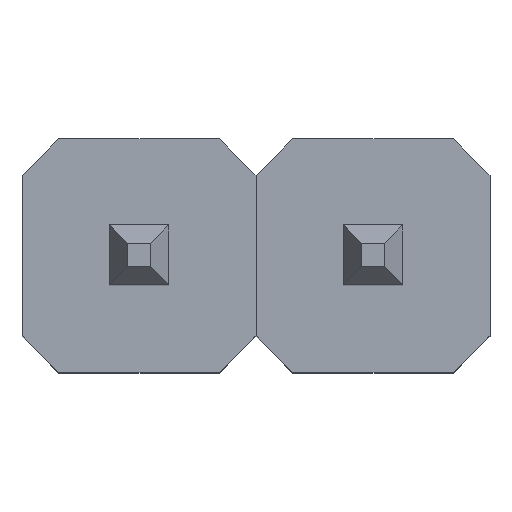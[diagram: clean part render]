
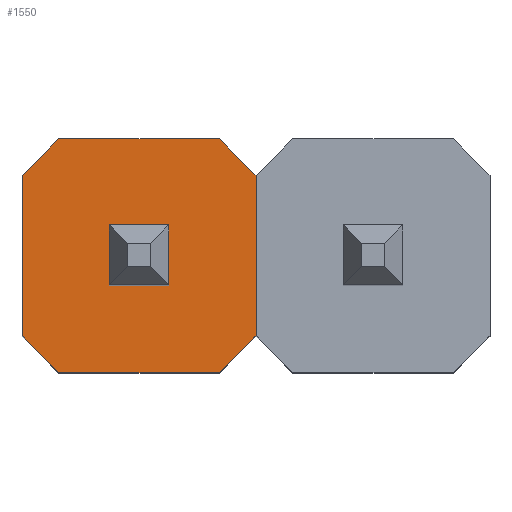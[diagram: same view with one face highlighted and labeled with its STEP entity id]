
A CAD part, top view. The second image highlights one B-rep face of the part: STEP entity #1550.
In plain terms, the highlighted planar face has unit normal (0, 0, 1).
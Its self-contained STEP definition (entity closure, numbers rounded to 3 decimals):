
#1117=DIRECTION('',(1.,0.,0.));
#1118=VECTOR('',#1117,0.65);
#1119=CARTESIAN_POINT('',(-0.325,-0.325,-0.4));
#1120=LINE('',#1119,#1118);
#1124=DIRECTION('',(0.,1.,0.));
#1125=VECTOR('',#1124,0.65);
#1126=CARTESIAN_POINT('',(0.325,-0.325,-0.4));
#1127=LINE('',#1126,#1125);
#1131=DIRECTION('',(-1.,0.,0.));
#1132=VECTOR('',#1131,0.65);
#1133=CARTESIAN_POINT('',(0.325,0.325,-0.4));
#1134=LINE('',#1133,#1132);
#1138=DIRECTION('',(0.,-1.,0.));
#1139=VECTOR('',#1138,0.65);
#1140=CARTESIAN_POINT('',(-0.325,0.325,-0.4));
#1141=LINE('',#1140,#1139);
#1145=DIRECTION('',(-0.707,0.707,0.));
#1146=VECTOR('',#1145,0.566);
#1147=CARTESIAN_POINT('',(1.27,0.87,-0.4));
#1148=LINE('',#1147,#1146);
#1152=DIRECTION('',(0.,-1.,0.));
#1153=VECTOR('',#1152,1.74);
#1154=CARTESIAN_POINT('',(1.27,0.87,-0.4));
#1155=LINE('',#1154,#1153);
#1159=DIRECTION('',(0.707,0.707,0.));
#1160=VECTOR('',#1159,0.566);
#1161=CARTESIAN_POINT('',(0.87,-1.27,-0.4));
#1162=LINE('',#1161,#1160);
#1166=DIRECTION('',(-1.,0.,0.));
#1167=VECTOR('',#1166,1.74);
#1168=CARTESIAN_POINT('',(0.87,-1.27,-0.4));
#1169=LINE('',#1168,#1167);
#1173=DIRECTION('',(0.707,-0.707,0.));
#1174=VECTOR('',#1173,0.566);
#1175=CARTESIAN_POINT('',(-1.27,-0.87,-0.4));
#1176=LINE('',#1175,#1174);
#1180=DIRECTION('',(0.,1.,0.));
#1181=VECTOR('',#1180,1.74);
#1182=CARTESIAN_POINT('',(-1.27,-0.87,-0.4));
#1183=LINE('',#1182,#1181);
#1187=DIRECTION('',(-0.707,-0.707,0.));
#1188=VECTOR('',#1187,0.566);
#1189=CARTESIAN_POINT('',(-0.87,1.27,-0.4));
#1190=LINE('',#1189,#1188);
#1194=DIRECTION('',(1.,0.,0.));
#1195=VECTOR('',#1194,1.74);
#1196=CARTESIAN_POINT('',(-0.87,1.27,-0.4));
#1197=LINE('',#1196,#1195);
#1453=CARTESIAN_POINT('',(1.27,0.87,-0.4));
#1454=CARTESIAN_POINT('',(0.87,1.27,-0.4));
#1455=VERTEX_POINT('',#1453);
#1456=VERTEX_POINT('',#1454);
#1461=CARTESIAN_POINT('',(-0.87,1.27,-0.4));
#1462=CARTESIAN_POINT('',(-1.27,0.87,-0.4));
#1463=VERTEX_POINT('',#1461);
#1464=VERTEX_POINT('',#1462);
#1469=CARTESIAN_POINT('',(-1.27,-0.87,-0.4));
#1470=CARTESIAN_POINT('',(-0.87,-1.27,-0.4));
#1471=VERTEX_POINT('',#1469);
#1472=VERTEX_POINT('',#1470);
#1477=CARTESIAN_POINT('',(0.87,-1.27,-0.4));
#1478=CARTESIAN_POINT('',(1.27,-0.87,-0.4));
#1479=VERTEX_POINT('',#1477);
#1480=VERTEX_POINT('',#1478);
#1501=CARTESIAN_POINT('',(-0.325,-0.325,-0.4));
#1502=CARTESIAN_POINT('',(0.325,-0.325,-0.4));
#1503=VERTEX_POINT('',#1501);
#1504=VERTEX_POINT('',#1502);
#1505=CARTESIAN_POINT('',(-0.325,0.325,-0.4));
#1506=VERTEX_POINT('',#1505);
#1507=CARTESIAN_POINT('',(0.325,0.325,-0.4));
#1508=VERTEX_POINT('',#1507);
#1517=CARTESIAN_POINT('',(0.,0.,-0.4));
#1518=DIRECTION('',(0.,0.,1.));
#1519=DIRECTION('',(0.,-1.,0.));
#1520=AXIS2_PLACEMENT_3D('',#1517,#1518,#1519);
#1521=PLANE('',#1520);
#1523=ORIENTED_EDGE('',*,*,#1522,.F.);
#1525=ORIENTED_EDGE('',*,*,#1524,.T.);
#1527=ORIENTED_EDGE('',*,*,#1526,.F.);
#1529=ORIENTED_EDGE('',*,*,#1528,.T.);
#1531=ORIENTED_EDGE('',*,*,#1530,.F.);
#1533=ORIENTED_EDGE('',*,*,#1532,.T.);
#1535=ORIENTED_EDGE('',*,*,#1534,.F.);
#1537=ORIENTED_EDGE('',*,*,#1536,.T.);
#1538=EDGE_LOOP('',(#1523,#1525,#1527,#1529,#1531,#1533,#1535,#1537));
#1539=FACE_OUTER_BOUND('',#1538,.F.);
#1541=ORIENTED_EDGE('',*,*,#1540,.T.);
#1543=ORIENTED_EDGE('',*,*,#1542,.T.);
#1545=ORIENTED_EDGE('',*,*,#1544,.T.);
#1547=ORIENTED_EDGE('',*,*,#1546,.T.);
#1548=EDGE_LOOP('',(#1541,#1543,#1545,#1547));
#1549=FACE_BOUND('',#1548,.F.);
#1522=EDGE_CURVE('',#1455,#1456,#1148,.T.);
#1524=EDGE_CURVE('',#1455,#1480,#1155,.T.);
#1526=EDGE_CURVE('',#1479,#1480,#1162,.T.);
#1528=EDGE_CURVE('',#1479,#1472,#1169,.T.);
#1530=EDGE_CURVE('',#1471,#1472,#1176,.T.);
#1532=EDGE_CURVE('',#1471,#1464,#1183,.T.);
#1534=EDGE_CURVE('',#1463,#1464,#1190,.T.);
#1536=EDGE_CURVE('',#1463,#1456,#1197,.T.);
#1540=EDGE_CURVE('',#1503,#1504,#1120,.T.);
#1542=EDGE_CURVE('',#1504,#1508,#1127,.T.);
#1544=EDGE_CURVE('',#1508,#1506,#1134,.T.);
#1546=EDGE_CURVE('',#1506,#1503,#1141,.T.);
#1550=ADVANCED_FACE('',(#1539,#1549),#1521,.T.);
